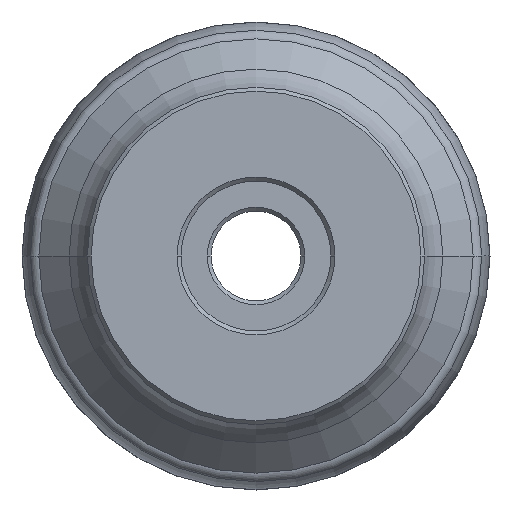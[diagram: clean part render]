
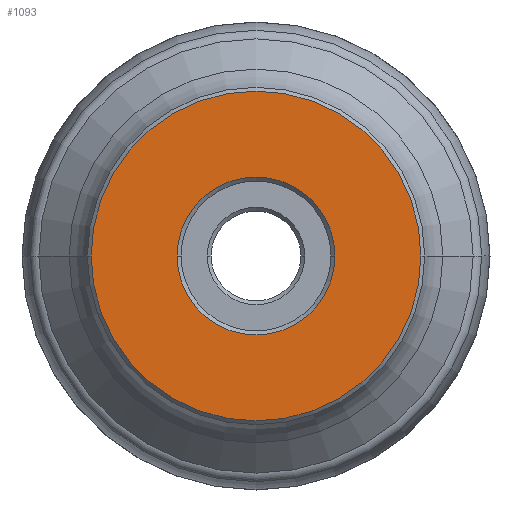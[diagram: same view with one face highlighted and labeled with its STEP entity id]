
A CAD part, left-side view. The second image highlights one B-rep face of the part: STEP entity #1093.
In plain terms, the highlighted planar face has unit normal (-1, 0, 0).
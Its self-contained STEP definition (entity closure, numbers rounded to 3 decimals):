
#660=CARTESIAN_POINT('Vertex',(-1.331,42.476,-1.308)) ;
#663=CARTESIAN_POINT('Axis2P3D Location',(-1.331,-1.524,-1.308)) ;
#667=CARTESIAN_POINT('Vertex',(-1.331,-45.524,-1.308)) ;
#682=CARTESIAN_POINT('Axis2P3D Location',(-1.331,-1.524,-1.308)) ;
#699=CARTESIAN_POINT('Axis2P3D Location',(-1.331,-1.524,-1.308)) ;
#703=CARTESIAN_POINT('Vertex',(-1.331,19.551,-1.308)) ;
#705=CARTESIAN_POINT('Vertex',(-1.331,-22.599,-1.308)) ;
#734=CARTESIAN_POINT('Axis2P3D Location',(-1.331,-1.524,-1.308)) ;
#1080=CARTESIAN_POINT('Axis2P3D Location',(-1.331,19.551,-1.308)) ;
#664=DIRECTION('Axis2P3D Direction',(1.,0.,0.)) ;
#683=DIRECTION('Axis2P3D Direction',(1.,0.,0.)) ;
#700=DIRECTION('Axis2P3D Direction',(-1.,0.,0.)) ;
#735=DIRECTION('Axis2P3D Direction',(-1.,0.,0.)) ;
#1081=DIRECTION('Axis2P3D Direction',(1.,-0.,0.)) ;
#1082=DIRECTION('Axis2P3D XDirection',(0.,1.,0.)) ;
#665=AXIS2_PLACEMENT_3D('Circle Axis2P3D',#663,#664,$) ;
#684=AXIS2_PLACEMENT_3D('Circle Axis2P3D',#682,#683,$) ;
#701=AXIS2_PLACEMENT_3D('Circle Axis2P3D',#699,#700,$) ;
#736=AXIS2_PLACEMENT_3D('Circle Axis2P3D',#734,#735,$) ;
#1083=AXIS2_PLACEMENT_3D('Plane Axis2P3D',#1080,#1081,#1082) ;
#1086=ORIENTED_EDGE('',*,*,#669,.F.) ;
#1087=ORIENTED_EDGE('',*,*,#686,.F.) ;
#1090=ORIENTED_EDGE('',*,*,#738,.T.) ;
#1091=ORIENTED_EDGE('',*,*,#707,.T.) ;
#1092=FACE_BOUND('',#1089,.T.) ;
#1093=ADVANCED_FACE('Hauptk\X2\00F6\X0\rper',(#1088,#1092),#1084,.F.) ;
#666=CIRCLE('generated circle',#665,44.) ;
#685=CIRCLE('generated circle',#684,44.) ;
#702=CIRCLE('generated circle',#701,21.075) ;
#737=CIRCLE('generated circle',#736,21.075) ;
#669=EDGE_CURVE('',#661,#668,#666,.T.) ;
#686=EDGE_CURVE('',#668,#661,#685,.T.) ;
#707=EDGE_CURVE('',#704,#706,#702,.F.) ;
#738=EDGE_CURVE('',#706,#704,#737,.F.) ;
#1085=EDGE_LOOP('',(#1086,#1087)) ;
#1089=EDGE_LOOP('',(#1090,#1091)) ;
#1088=FACE_OUTER_BOUND('',#1085,.T.) ;
#1084=PLANE('',#1083) ;
#661=VERTEX_POINT('',#660) ;
#668=VERTEX_POINT('',#667) ;
#704=VERTEX_POINT('',#703) ;
#706=VERTEX_POINT('',#705) ;
